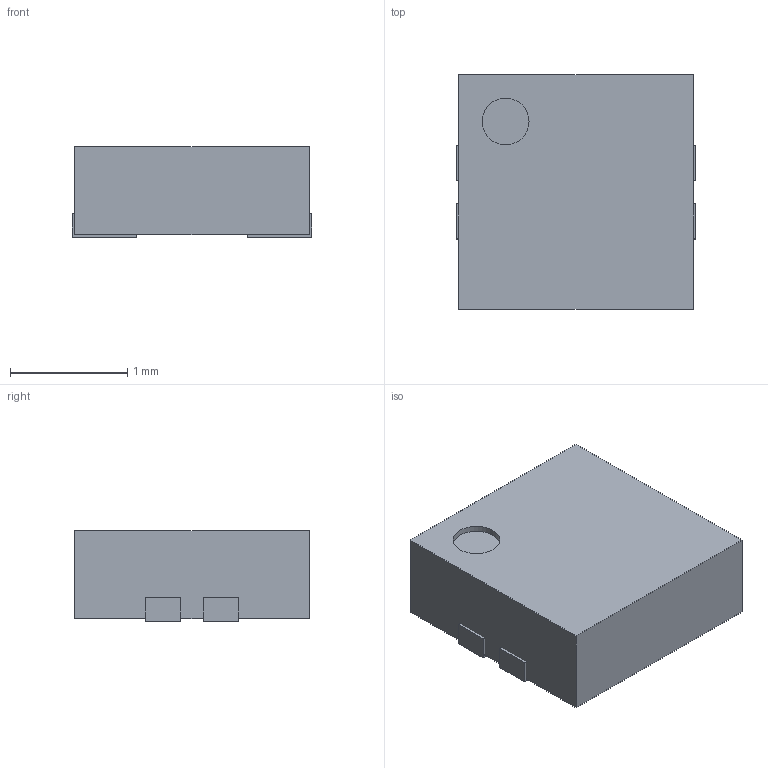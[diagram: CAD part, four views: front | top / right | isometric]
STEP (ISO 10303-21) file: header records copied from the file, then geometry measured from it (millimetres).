
FILE_DESCRIPTION(('Open CASCADE Model'),'2;1');
FILE_NAME('Open CASCADE Shape Model','2024-11-16T00:04:24',('Author'),('Open CASCADE'),'Open CASCADE STEP processor 7.7','Open CASCADE 7.7','Unknown');
FILE_SCHEMA(('AUTOMOTIVE_DESIGN { 1 0 10303 214 1 1 1 1 }'));
Length unit declared in the file: millimetre
Products named in the file (10): DFN50P200X200X75-4; body; body_part; dot; dot_part; lead-1; lead-1_part; lead-2; lead-3; lead-4
Assembly tree (12 placements, depth 3):
  DFN50P200X200X75-4
    body
      body_part
    dot
      dot_part
    lead-1
      lead-1_part
    lead-2
      lead-1_part
    lead-3
      lead-1_part
    lead-4
      lead-1_part
Bounding box: 2.04 x 2 x 0.77 mm (x, y, z)
Volume: 3.1 mm3; surface area: 18.1 mm2
Topology: 6 solids, 6 shells, 35 faces, 66 edges, 44 vertices
Faces by surface type: plane 33, cylinder 2
Full cylindrical faces by diameter (mm): 0.4 x2
Entity records: 406 total; most frequent: ORIENTED_EDGE 45, EDGE_CURVE 29, CARTESIAN_POINT 28, LINE 25, PRODUCT_DEFINITION_SHAPE 22, AXIS2_PLACEMENT_3D 21, VERTEX_POINT 19, FACE_BOUND 18
